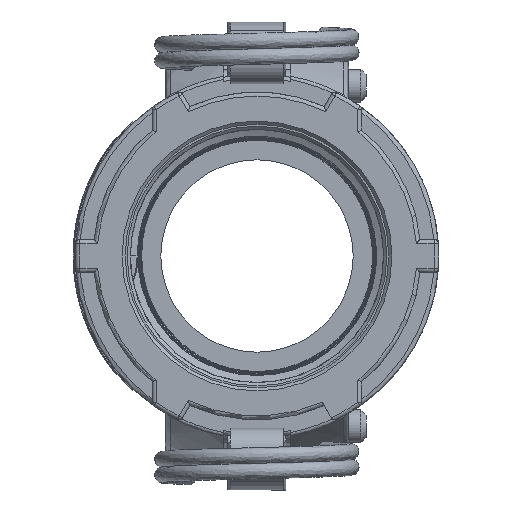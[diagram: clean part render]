
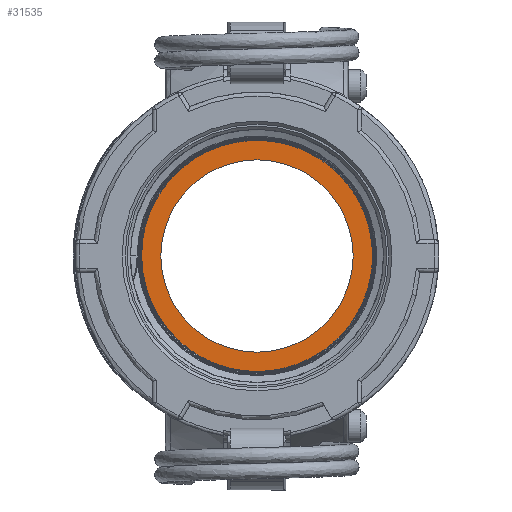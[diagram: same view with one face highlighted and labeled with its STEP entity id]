
A CAD part, left-side view. The second image highlights one B-rep face of the part: STEP entity #31535.
In plain terms, the highlighted planar face has unit normal (-1, 0, 0).
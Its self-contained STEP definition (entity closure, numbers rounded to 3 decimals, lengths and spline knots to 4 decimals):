
#6472=PLANE('',#33485);
#7328=FACE_BOUND('',#11178,.T.);
#7590=B_SPLINE_CURVE_WITH_KNOTS('',3,(#44391,#44392,#44393,#44394,#44395,
#44396,#44397,#44398,#44399,#44400,#44401,#44402),.UNSPECIFIED.,.F.,.F.,
(4,2,2,2,2,4),(0.,0.4873,0.9765,1.4528,
1.7793,2.0203),.UNSPECIFIED.);
#7591=B_SPLINE_CURVE_WITH_KNOTS('',3,(#44935,#44936,#44937,#44938,#44939,
#44940,#44941,#44942,#44943,#44944,#44945,#44946,#44947),.UNSPECIFIED.,
 .F.,.F.,(4,3,3,3,4),(0.,1.1694,2.3209,3.4522,
3.9119),.UNSPECIFIED.);
#7592=B_SPLINE_CURVE_WITH_KNOTS('',3,(#45456,#45457,#45458,#45459,#45460,
#45461,#45462,#45463,#45464,#45465,#45466,#45467,#45468),.UNSPECIFIED.,
 .F.,.F.,(4,3,3,3,4),(0.,1.1172,2.2512,3.4012,
4.4079),.UNSPECIFIED.);
#9350=FACE_OUTER_BOUND('',#11177,.T.);
#11177=EDGE_LOOP('',(#22168,#22169,#22170,#22171));
#11178=EDGE_LOOP('',(#22172));
#13114=CIRCLE('',#33325,0.9252);
#13200=CIRCLE('',#33486,0.725);
#13801=VERTEX_POINT('',#42000);
#13802=VERTEX_POINT('',#42134);
#13906=VERTEX_POINT('',#44130);
#13907=VERTEX_POINT('',#44262);
#13908=VERTEX_POINT('',#45470);
#16988=EDGE_CURVE('',#13801,#13802,#13114,.T.);
#17182=EDGE_CURVE('',#13906,#13907,#7590,.T.);
#17183=EDGE_CURVE('',#13801,#13906,#7591,.T.);
#17184=EDGE_CURVE('',#13907,#13802,#7592,.T.);
#17185=EDGE_CURVE('',#13908,#13908,#13200,.T.);
#22168=ORIENTED_EDGE('',*,*,#17183,.T.);
#22169=ORIENTED_EDGE('',*,*,#17182,.T.);
#22170=ORIENTED_EDGE('',*,*,#17184,.T.);
#22171=ORIENTED_EDGE('',*,*,#16988,.F.);
#22172=ORIENTED_EDGE('',*,*,#17185,.T.);
#31535=ADVANCED_FACE('',(#9350,#7328),#6472,.T.);
#33325=AXIS2_PLACEMENT_3D('',#42135,#35509,#35510);
#33485=AXIS2_PLACEMENT_3D('',#45469,#35887,#35888);
#33486=AXIS2_PLACEMENT_3D('',#45471,#35889,#35890);
#35509=DIRECTION('center_axis',(1.,0.,0.));
#35510=DIRECTION('ref_axis',(0.,1.,0.));
#35887=DIRECTION('center_axis',(-1.,0.,0.));
#35888=DIRECTION('ref_axis',(0.,0.,1.));
#35889=DIRECTION('center_axis',(1.,0.,0.));
#35890=DIRECTION('ref_axis',(0.,1.,0.));
#42000=CARTESIAN_POINT('',(0.17,-0.4958,0.7812));
#42134=CARTESIAN_POINT('',(0.17,-0.9227,-0.068));
#42135=CARTESIAN_POINT('Origin',(0.17,0.,
0.));
#44130=CARTESIAN_POINT('',(0.17,0.7946,0.3659));
#44262=CARTESIAN_POINT('',(0.17,0.3609,-0.7969));
#44391=CARTESIAN_POINT('Ctrl Pts',(0.17,0.7946,
0.3659));
#44392=CARTESIAN_POINT('Ctrl Pts',(0.17,0.8194,
0.3069));
#44393=CARTESIAN_POINT('Ctrl Pts',(0.17,0.8518,
0.2159));
#44394=CARTESIAN_POINT('Ctrl Pts',(0.17,0.8762,-0.0164));
#44395=CARTESIAN_POINT('Ctrl Pts',(0.17,0.8656,
-0.1338));
#44396=CARTESIAN_POINT('Ctrl Pts',(0.17,0.8,
-0.355));
#44397=CARTESIAN_POINT('Ctrl Pts',(0.17,0.7469,
-0.4567));
#44398=CARTESIAN_POINT('Ctrl Pts',(0.17,0.6274,
-0.6068));
#44399=CARTESIAN_POINT('Ctrl Pts',(0.17,0.5711,
-0.661));
#44400=CARTESIAN_POINT('Ctrl Pts',(0.17,0.462,
-0.7419));
#44401=CARTESIAN_POINT('Ctrl Pts',(0.17,0.4135,
-0.7711));
#44402=CARTESIAN_POINT('Ctrl Pts',(0.17,0.3609,
-0.7969));
#44935=CARTESIAN_POINT('Ctrl Pts',(0.17,-0.4958,
0.7812));
#44936=CARTESIAN_POINT('Ctrl Pts',(0.17,-0.3636,
0.8593));
#44937=CARTESIAN_POINT('Ctrl Pts',(0.17,-0.2125,
0.9035));
#44938=CARTESIAN_POINT('Ctrl Pts',(0.17,-0.0598,
0.9086));
#44939=CARTESIAN_POINT('Ctrl Pts',(0.17,0.0905,
0.9136));
#44940=CARTESIAN_POINT('Ctrl Pts',(0.17,0.2425,
0.8804));
#44941=CARTESIAN_POINT('Ctrl Pts',(0.17,0.3767,0.8127));
#44942=CARTESIAN_POINT('Ctrl Pts',(0.17,0.5085,
0.7462));
#44943=CARTESIAN_POINT('Ctrl Pts',(0.17,0.6242,
0.6459));
#44944=CARTESIAN_POINT('Ctrl Pts',(0.17,0.7082,
0.524));
#44945=CARTESIAN_POINT('Ctrl Pts',(0.17,0.7423,
0.4745));
#44946=CARTESIAN_POINT('Ctrl Pts',(0.17,0.7712,
0.4214));
#44947=CARTESIAN_POINT('Ctrl Pts',(0.17,0.7945,
0.3658));
#45456=CARTESIAN_POINT('Ctrl Pts',(0.17,0.3609,
-0.7969));
#45457=CARTESIAN_POINT('Ctrl Pts',(0.17,0.2292,
-0.8613));
#45458=CARTESIAN_POINT('Ctrl Pts',(0.17,0.0819,
-0.8918));
#45459=CARTESIAN_POINT('Ctrl Pts',(0.17,-0.064,
-0.8856));
#45460=CARTESIAN_POINT('Ctrl Pts',(0.17,-0.2121,
-0.8793));
#45461=CARTESIAN_POINT('Ctrl Pts',(0.17,-0.3589,
-0.835));
#45462=CARTESIAN_POINT('Ctrl Pts',(0.17,-0.4859,
-0.7587));
#45463=CARTESIAN_POINT('Ctrl Pts',(0.17,-0.6148,
-0.6814));
#45464=CARTESIAN_POINT('Ctrl Pts',(0.17,-0.7241,
-0.5709));
#45465=CARTESIAN_POINT('Ctrl Pts',(0.17,-0.8005,
-0.4412));
#45466=CARTESIAN_POINT('Ctrl Pts',(0.17,-0.8674,
-0.3276));
#45467=CARTESIAN_POINT('Ctrl Pts',(0.17,-0.9092,
-0.1995));
#45468=CARTESIAN_POINT('Ctrl Pts',(0.17,-0.9228,
-0.068));
#45469=CARTESIAN_POINT('Origin',(0.17,0.8251,0.));
#45470=CARTESIAN_POINT('',(0.17,0.725,0.));
#45471=CARTESIAN_POINT('Origin',(0.17,0.,
0.));
